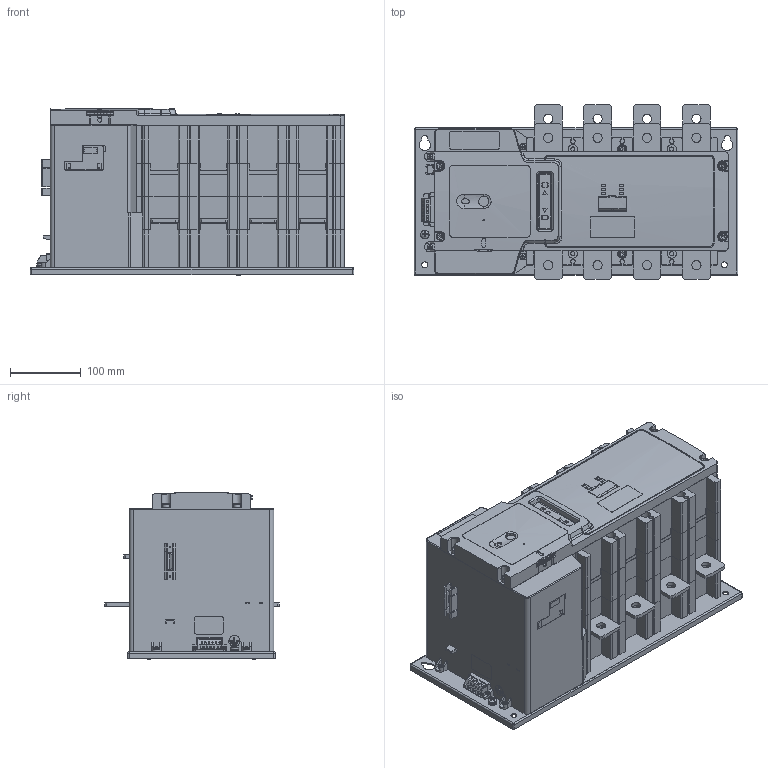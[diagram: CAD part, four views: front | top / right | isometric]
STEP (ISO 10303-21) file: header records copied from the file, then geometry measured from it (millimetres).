
FILE_DESCRIPTION (( 'STEP AP203' ), '1' );
FILE_NAME ('XDQ1-400-4P_Outer_surface.STEP', '2024-08-01T01:15:01', ( '' ), ( '' ), 'SwSTEP 2.0', 'SolidWorks 2016', '' );
FILE_SCHEMA (( 'CONFIG_CONTROL_DESIGN' ));
Products named in the file (1): XDQ1-400-4P_Outer_surface
Bounding box: 458 x 247.05 x 236.11 mm (x, y, z)
Volume: 2775660.6 mm3; surface area: 1502132.5 mm2
Topology: 76 solids, 86 shells, 4372 faces, 11566 edges, 7463 vertices
Faces by surface type: plane 2593, cylinder 1260, bspline 397, cone 122
Full cylindrical faces by diameter (mm): 2 x2, 2.4 x2, 2.458 x2, 2.459 x2, 2.5 x2, 2.675 x2, 3 x10, 3.241 x4, 3.242 x4, 3.3 x4, 3.545 x4, 4 x8, 4.2 x2, 4.3 x4, 4.916 x1, 4.917 x1, 5 x1, 5.1 x2, 5.3 x20, 5.35 x1, 5.45 x2, 6 x21, 6.1 x40, 6.2 x9, 6.4 x5, 7.82 x4, 8 x4, 8.5 x2, 8.6 x13, 9 x2
Entity records: 147918 total; most frequent: CARTESIAN_POINT 43227, ORIENTED_EDGE 22070, DIRECTION 20270, EDGE_CURVE 11035, VERTEX_POINT 7397, VECTOR 7280, LINE 7280, AXIS2_PLACEMENT_3D 6495
